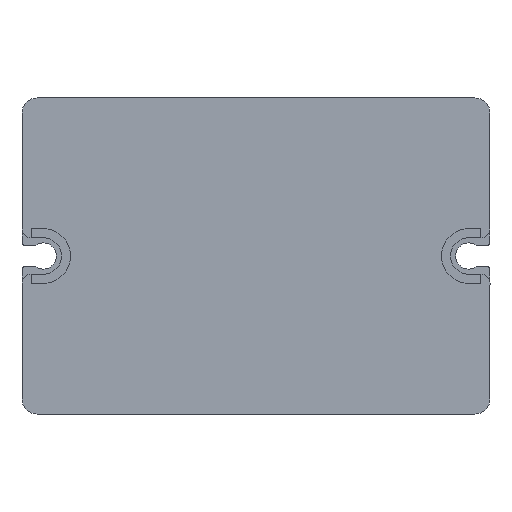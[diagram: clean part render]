
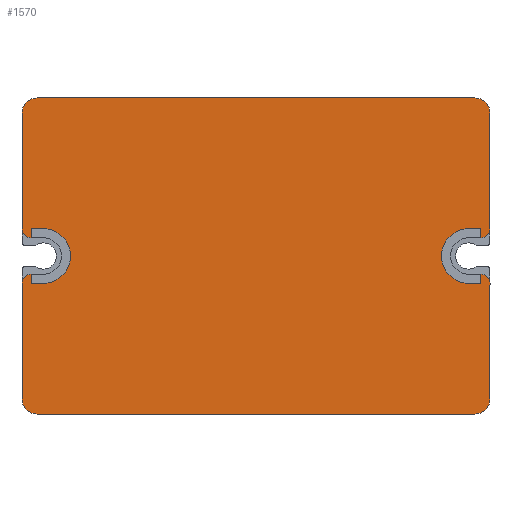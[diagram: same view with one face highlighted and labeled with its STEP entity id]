
A CAD part, front view. The second image highlights one B-rep face of the part: STEP entity #1570.
In plain terms, the highlighted planar face has unit normal (0, -1, 0).
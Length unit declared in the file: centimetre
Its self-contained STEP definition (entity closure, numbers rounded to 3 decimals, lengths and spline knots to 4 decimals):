
#288=VECTOR('',#2027,1.);
#293=VECTOR('',#2033,1.);
#296=VECTOR('',#2036,1.);
#298=VECTOR('',#2039,1.);
#302=VECTOR('',#2053,1.);
#306=VECTOR('',#2058,1.);
#310=VECTOR('',#2069,1.);
#312=VECTOR('',#2071,1.);
#313=VECTOR('',#2076,1.);
#314=VECTOR('',#2079,1.);
#315=VECTOR('',#2082,1.);
#316=VECTOR('',#2087,1.);
#317=VECTOR('',#2090,1.);
#318=VECTOR('',#2093,1.);
#392=LINE('',#2709,#288);
#397=LINE('',#2720,#293);
#400=LINE('',#2726,#296);
#402=LINE('',#2730,#298);
#406=LINE('',#2744,#302);
#410=LINE('',#2752,#306);
#414=LINE('',#2764,#310);
#416=LINE('',#2768,#312);
#417=LINE('',#2773,#313);
#418=LINE('',#2777,#314);
#419=LINE('',#2781,#315);
#420=LINE('',#2786,#316);
#421=LINE('',#2790,#317);
#422=LINE('',#2794,#318);
#460=PLANE('',#1724);
#597=VERTEX_POINT('',#2707);
#599=VERTEX_POINT('',#2710);
#603=VERTEX_POINT('',#2719);
#604=VERTEX_POINT('',#2721);
#605=VERTEX_POINT('',#2724);
#608=VERTEX_POINT('',#2731);
#611=VERTEX_POINT('',#2743);
#612=VERTEX_POINT('',#2745);
#615=VERTEX_POINT('',#2753);
#617=VERTEX_POINT('',#2759);
#619=VERTEX_POINT('',#2765);
#620=VERTEX_POINT('',#2767);
#621=VERTEX_POINT('',#2772);
#622=VERTEX_POINT('',#2774);
#623=VERTEX_POINT('',#2776);
#624=VERTEX_POINT('',#2778);
#625=VERTEX_POINT('',#2780);
#626=VERTEX_POINT('',#2782);
#627=VERTEX_POINT('',#2785);
#628=VERTEX_POINT('',#2787);
#629=VERTEX_POINT('',#2789);
#630=VERTEX_POINT('',#2791);
#631=VERTEX_POINT('',#2793);
#632=VERTEX_POINT('',#2795);
#689=CIRCLE('',#1714,0.45);
#692=CIRCLE('',#1721,0.45);
#693=CIRCLE('',#1725,0.15);
#694=CIRCLE('',#1726,0.25);
#695=CIRCLE('',#1727,0.25);
#696=CIRCLE('',#1728,0.15);
#697=CIRCLE('',#1729,0.15);
#698=CIRCLE('',#1730,0.25);
#699=CIRCLE('',#1731,0.25);
#700=CIRCLE('',#1732,0.15);
#831=EDGE_CURVE('',#599,#597,#392,.T.);
#836=EDGE_CURVE('',#604,#603,#397,.T.);
#840=EDGE_CURVE('',#605,#604,#400,.T.);
#842=EDGE_CURVE('',#608,#599,#402,.T.);
#845=EDGE_CURVE('',#603,#608,#689,.T.);
#850=EDGE_CURVE('',#612,#611,#406,.T.);
#854=EDGE_CURVE('',#615,#612,#410,.T.);
#857=EDGE_CURVE('',#617,#615,#692,.T.);
#860=EDGE_CURVE('',#619,#617,#414,.T.);
#864=EDGE_CURVE('',#620,#619,#416,.T.);
#865=EDGE_CURVE('',#621,#597,#693,.T.);
#866=EDGE_CURVE('',#622,#621,#417,.T.);
#867=EDGE_CURVE('',#623,#622,#694,.T.);
#868=EDGE_CURVE('',#624,#623,#418,.T.);
#869=EDGE_CURVE('',#625,#624,#695,.T.);
#870=EDGE_CURVE('',#626,#625,#419,.T.);
#871=EDGE_CURVE('',#620,#626,#696,.T.);
#872=EDGE_CURVE('',#627,#611,#697,.T.);
#873=EDGE_CURVE('',#628,#627,#420,.T.);
#874=EDGE_CURVE('',#629,#628,#698,.T.);
#875=EDGE_CURVE('',#630,#629,#421,.T.);
#876=EDGE_CURVE('',#631,#630,#699,.T.);
#877=EDGE_CURVE('',#632,#631,#422,.T.);
#878=EDGE_CURVE('',#605,#632,#700,.T.);
#1179=ORIENTED_EDGE('',*,*,#840,.T.);
#1180=ORIENTED_EDGE('',*,*,#836,.T.);
#1181=ORIENTED_EDGE('',*,*,#845,.T.);
#1182=ORIENTED_EDGE('',*,*,#842,.T.);
#1183=ORIENTED_EDGE('',*,*,#831,.T.);
#1184=ORIENTED_EDGE('',*,*,#865,.F.);
#1185=ORIENTED_EDGE('',*,*,#866,.F.);
#1186=ORIENTED_EDGE('',*,*,#867,.F.);
#1187=ORIENTED_EDGE('',*,*,#868,.F.);
#1188=ORIENTED_EDGE('',*,*,#869,.F.);
#1189=ORIENTED_EDGE('',*,*,#870,.F.);
#1190=ORIENTED_EDGE('',*,*,#871,.F.);
#1191=ORIENTED_EDGE('',*,*,#864,.T.);
#1192=ORIENTED_EDGE('',*,*,#860,.T.);
#1193=ORIENTED_EDGE('',*,*,#857,.T.);
#1194=ORIENTED_EDGE('',*,*,#854,.T.);
#1195=ORIENTED_EDGE('',*,*,#850,.T.);
#1196=ORIENTED_EDGE('',*,*,#872,.F.);
#1197=ORIENTED_EDGE('',*,*,#873,.F.);
#1198=ORIENTED_EDGE('',*,*,#874,.F.);
#1199=ORIENTED_EDGE('',*,*,#875,.F.);
#1200=ORIENTED_EDGE('',*,*,#876,.F.);
#1201=ORIENTED_EDGE('',*,*,#877,.F.);
#1202=ORIENTED_EDGE('',*,*,#878,.F.);
#1373=EDGE_LOOP('',(#1179,#1180,#1181,#1182,#1183,#1184,#1185,#1186,#1187,
#1188,#1189,#1190,#1191,#1192,#1193,#1194,#1195,#1196,#1197,#1198,#1199,
#1200,#1201,#1202));
#1481=FACE_BOUND('',#1373,.T.);
#1570=ADVANCED_FACE('',(#1481),#460,.F.);
#1714=AXIS2_PLACEMENT_3D('',#2735,#2045,#2046);
#1721=AXIS2_PLACEMENT_3D('',#2758,#2064,#2065);
#1724=AXIS2_PLACEMENT_3D('',#2770,#2073,$);
#1725=AXIS2_PLACEMENT_3D('',#2771,#2074,#2075);
#1726=AXIS2_PLACEMENT_3D('',#2775,#2077,#2078);
#1727=AXIS2_PLACEMENT_3D('',#2779,#2080,#2081);
#1728=AXIS2_PLACEMENT_3D('',#2783,#2083,#2084);
#1729=AXIS2_PLACEMENT_3D('',#2784,#2085,#2086);
#1730=AXIS2_PLACEMENT_3D('',#2788,#2088,#2089);
#1731=AXIS2_PLACEMENT_3D('',#2792,#2091,#2092);
#1732=AXIS2_PLACEMENT_3D('',#2796,#2094,#2095);
#2027=DIRECTION('',(0.,0.,-1.));
#2033=DIRECTION('',(-1.,0.,0.));
#2036=DIRECTION('',(0.,0.,-1.));
#2039=DIRECTION('',(1.,0.,0.));
#2045=DIRECTION('',(0.,1.,0.));
#2046=DIRECTION('',(0.45,0.,0.));
#2053=DIRECTION('',(0.,0.,1.));
#2058=DIRECTION('',(-1.,0.,0.));
#2064=DIRECTION('',(0.,1.,0.));
#2065=DIRECTION('',(0.45,0.,0.));
#2069=DIRECTION('',(1.,0.,0.));
#2071=DIRECTION('',(0.,0.,1.));
#2073=DIRECTION('',(0.,1.,0.));
#2074=DIRECTION('',(0.,1.,0.));
#2075=DIRECTION('',(0.15,0.,0.));
#2076=DIRECTION('',(0.,0.,-1.));
#2077=DIRECTION('',(0.,1.,0.));
#2078=DIRECTION('',(0.25,0.,0.));
#2079=DIRECTION('',(1.,0.,0.));
#2080=DIRECTION('',(0.,1.,0.));
#2081=DIRECTION('',(0.25,0.,0.));
#2082=DIRECTION('',(0.,0.,1.));
#2083=DIRECTION('',(0.,1.,0.));
#2084=DIRECTION('',(0.15,0.,0.));
#2085=DIRECTION('',(0.,1.,0.));
#2086=DIRECTION('',(0.15,0.,0.));
#2087=DIRECTION('',(0.,0.,1.));
#2088=DIRECTION('',(0.,1.,0.));
#2089=DIRECTION('',(0.25,0.,0.));
#2090=DIRECTION('',(-1.,0.,0.));
#2091=DIRECTION('',(0.,1.,0.));
#2092=DIRECTION('',(0.25,0.,0.));
#2093=DIRECTION('',(0.,0.,-1.));
#2094=DIRECTION('',(0.,1.,0.));
#2095=DIRECTION('',(0.15,0.,0.));
#2707=CARTESIAN_POINT('',(3.7,0.,0.3));
#2709=CARTESIAN_POINT('',(3.7,0.,0.));
#2710=CARTESIAN_POINT('',(3.7,0.,0.45));
#2719=CARTESIAN_POINT('',(3.5,0.,-0.45));
#2720=CARTESIAN_POINT('',(1.8,0.,-0.45));
#2721=CARTESIAN_POINT('',(3.7,0.,-0.45));
#2724=CARTESIAN_POINT('',(3.7,0.,-0.3));
#2726=CARTESIAN_POINT('',(3.7,0.,0.));
#2730=CARTESIAN_POINT('',(1.8,0.,0.45));
#2731=CARTESIAN_POINT('',(3.5,0.,0.45));
#2735=CARTESIAN_POINT('',(3.5,0.,0.));
#2743=CARTESIAN_POINT('',(-3.7,0.,-0.3));
#2744=CARTESIAN_POINT('',(-3.7,0.,0.));
#2745=CARTESIAN_POINT('',(-3.7,0.,-0.45));
#2752=CARTESIAN_POINT('',(-1.8,0.,-0.45));
#2753=CARTESIAN_POINT('',(-3.5,0.,-0.45));
#2758=CARTESIAN_POINT('',(-3.5,0.,0.));
#2759=CARTESIAN_POINT('',(-3.5,0.,0.45));
#2764=CARTESIAN_POINT('',(-1.8,0.,0.45));
#2765=CARTESIAN_POINT('',(-3.7,0.,0.45));
#2767=CARTESIAN_POINT('',(-3.7,0.,0.3));
#2768=CARTESIAN_POINT('',(-3.7,0.,0.));
#2770=CARTESIAN_POINT('',(0.,0.,0.));
#2771=CARTESIAN_POINT('',(3.7,0.,0.45));
#2772=CARTESIAN_POINT('',(3.85,0.,0.45));
#2773=CARTESIAN_POINT('',(3.85,0.,2.35));
#2774=CARTESIAN_POINT('',(3.85,0.,2.35));
#2775=CARTESIAN_POINT('',(3.6,0.,2.35));
#2776=CARTESIAN_POINT('',(3.6,0.,2.6));
#2777=CARTESIAN_POINT('',(-3.6,0.,2.6));
#2778=CARTESIAN_POINT('',(-3.6,0.,2.6));
#2779=CARTESIAN_POINT('',(-3.6,0.,2.35));
#2780=CARTESIAN_POINT('',(-3.85,0.,2.35));
#2781=CARTESIAN_POINT('',(-3.85,0.,0.45));
#2782=CARTESIAN_POINT('',(-3.85,0.,0.45));
#2783=CARTESIAN_POINT('',(-3.7,0.,0.45));
#2784=CARTESIAN_POINT('',(-3.7,0.,-0.45));
#2785=CARTESIAN_POINT('',(-3.85,0.,-0.45));
#2786=CARTESIAN_POINT('',(-3.85,0.,-2.35));
#2787=CARTESIAN_POINT('',(-3.85,0.,-2.35));
#2788=CARTESIAN_POINT('',(-3.6,0.,-2.35));
#2789=CARTESIAN_POINT('',(-3.6,0.,-2.6));
#2790=CARTESIAN_POINT('',(3.6,0.,-2.6));
#2791=CARTESIAN_POINT('',(3.6,0.,-2.6));
#2792=CARTESIAN_POINT('',(3.6,0.,-2.35));
#2793=CARTESIAN_POINT('',(3.85,0.,-2.35));
#2794=CARTESIAN_POINT('',(3.85,0.,-0.45));
#2795=CARTESIAN_POINT('',(3.85,0.,-0.45));
#2796=CARTESIAN_POINT('',(3.7,0.,-0.45));
